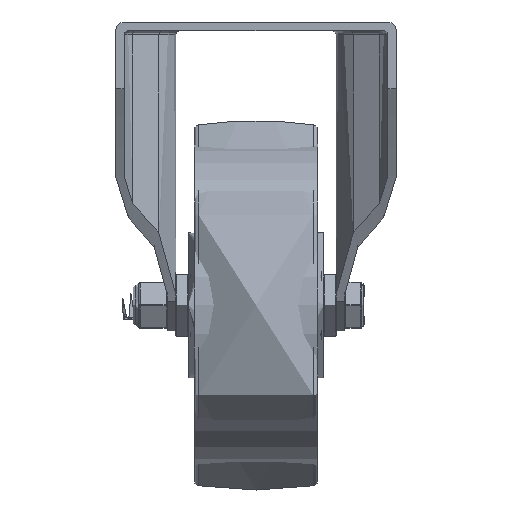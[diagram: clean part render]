
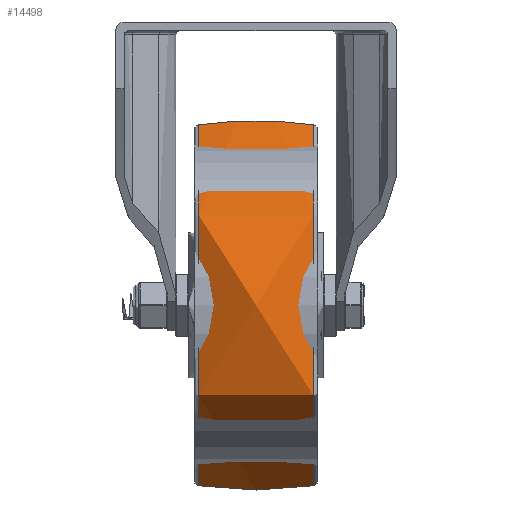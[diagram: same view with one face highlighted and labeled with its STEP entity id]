
A CAD part, left-side view. The second image highlights one B-rep face of the part: STEP entity #14498.
In plain terms, the highlighted free-form (B-spline) face has degree [2, 2] with [3, 9] control points.
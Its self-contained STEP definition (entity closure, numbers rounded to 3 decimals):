
#1756=(
BOUNDED_SURFACE()
B_SPLINE_SURFACE(2,2,((#20699,#20700,#20701,#20702,#20703,#20704,#20705,
#20706,#20707),(#20708,#20709,#20710,#20711,#20712,#20713,#20714,#20715,
#20716),(#20717,#20718,#20719,#20720,#20721,#20722,#20723,#20724,#20725)),
 .UNSPECIFIED.,.F.,.T.,.F.)
B_SPLINE_SURFACE_WITH_KNOTS((3,3),(3,2,2,2,3),(-0.149,0.149),
(-3.142,-1.571,0.,1.571,3.142),
 .UNSPECIFIED.)
GEOMETRIC_REPRESENTATION_ITEM()
RATIONAL_B_SPLINE_SURFACE(((1.,0.707,1.,0.707,1.,
0.707,1.,0.707,1.),(0.989,0.699,
0.989,0.699,0.989,0.699,
0.989,0.699,0.989),(1.,0.707,
1.,0.707,1.,0.707,1.,0.707,1.)))
REPRESENTATION_ITEM('')
SURFACE()
);
#1824=FACE_OUTER_BOUND('',#2753,.T.);
#2753=EDGE_LOOP('',(#9848,#9849,#9850,#9851));
#5487=CIRCLE('',#15604,73.265);
#5488=CIRCLE('',#15605,157.25);
#5489=CIRCLE('',#15606,73.265);
#6197=VERTEX_POINT('',#20696);
#6198=VERTEX_POINT('',#20726);
#7615=EDGE_CURVE('',#6197,#6197,#5487,.T.);
#7616=EDGE_CURVE('',#6197,#6198,#5488,.T.);
#7617=EDGE_CURVE('',#6198,#6198,#5489,.T.);
#9848=ORIENTED_EDGE('',*,*,#7615,.F.);
#9849=ORIENTED_EDGE('',*,*,#7616,.T.);
#9850=ORIENTED_EDGE('',*,*,#7617,.T.);
#9851=ORIENTED_EDGE('',*,*,#7616,.F.);
#14498=ADVANCED_FACE('',(#1824),#1756,.F.);
#15604=AXIS2_PLACEMENT_3D('',#20698,#17033,#17034);
#15605=AXIS2_PLACEMENT_3D('',#20727,#17035,#17036);
#15606=AXIS2_PLACEMENT_3D('',#20728,#17037,#17038);
#17033=DIRECTION('center_axis',(0.,-1.,0.));
#17034=DIRECTION('ref_axis',(0.,0.,1.));
#17035=DIRECTION('center_axis',(-1.,0.,0.));
#17036=DIRECTION('ref_axis',(0.,0.,1.));
#17037=DIRECTION('center_axis',(0.,-1.,0.));
#17038=DIRECTION('ref_axis',(0.,0.,1.));
#20696=CARTESIAN_POINT('',(0.,-23.296,73.265));
#20698=CARTESIAN_POINT('Origin',(0.,-23.296,0.));
#20699=CARTESIAN_POINT('Ctrl Pts',(0.,23.296,73.265));
#20700=CARTESIAN_POINT('Ctrl Pts',(-73.265,23.296,73.265));
#20701=CARTESIAN_POINT('Ctrl Pts',(-73.265,23.296,0.));
#20702=CARTESIAN_POINT('Ctrl Pts',(-73.265,23.296,-73.265));
#20703=CARTESIAN_POINT('Ctrl Pts',(0.,23.296,-73.265));
#20704=CARTESIAN_POINT('Ctrl Pts',(73.265,23.296,-73.265));
#20705=CARTESIAN_POINT('Ctrl Pts',(73.265,23.296,0.));
#20706=CARTESIAN_POINT('Ctrl Pts',(73.265,23.296,73.265));
#20707=CARTESIAN_POINT('Ctrl Pts',(0.,23.296,73.265));
#20708=CARTESIAN_POINT('Ctrl Pts',(0.,0.,76.755));
#20709=CARTESIAN_POINT('Ctrl Pts',(-76.755,0.,
76.755));
#20710=CARTESIAN_POINT('Ctrl Pts',(-76.755,0.,
0.));
#20711=CARTESIAN_POINT('Ctrl Pts',(-76.755,0.,
-76.755));
#20712=CARTESIAN_POINT('Ctrl Pts',(0.,0.,-76.755));
#20713=CARTESIAN_POINT('Ctrl Pts',(76.755,0.,
-76.755));
#20714=CARTESIAN_POINT('Ctrl Pts',(76.755,0.,
0.));
#20715=CARTESIAN_POINT('Ctrl Pts',(76.755,0.,
76.755));
#20716=CARTESIAN_POINT('Ctrl Pts',(0.,0.,76.755));
#20717=CARTESIAN_POINT('Ctrl Pts',(0.,-23.296,73.265));
#20718=CARTESIAN_POINT('Ctrl Pts',(-73.265,-23.296,
73.265));
#20719=CARTESIAN_POINT('Ctrl Pts',(-73.265,-23.296,
0.));
#20720=CARTESIAN_POINT('Ctrl Pts',(-73.265,-23.296,
-73.265));
#20721=CARTESIAN_POINT('Ctrl Pts',(0.,-23.296,-73.265));
#20722=CARTESIAN_POINT('Ctrl Pts',(73.265,-23.296,-73.265));
#20723=CARTESIAN_POINT('Ctrl Pts',(73.265,-23.296,0.));
#20724=CARTESIAN_POINT('Ctrl Pts',(73.265,-23.296,73.265));
#20725=CARTESIAN_POINT('Ctrl Pts',(0.,-23.296,73.265));
#20726=CARTESIAN_POINT('',(0.,23.296,73.265));
#20727=CARTESIAN_POINT('Origin',(0.,0.,
-82.25));
#20728=CARTESIAN_POINT('Origin',(0.,23.296,0.));
